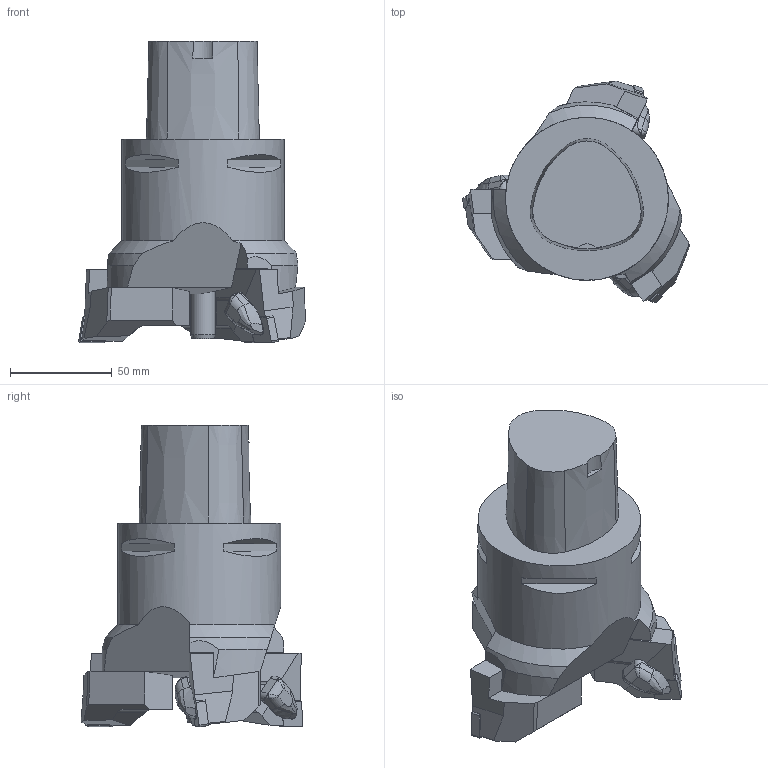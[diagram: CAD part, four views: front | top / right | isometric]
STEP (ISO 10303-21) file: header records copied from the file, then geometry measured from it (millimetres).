
FILE_DESCRIPTION(/* description */ (''),/* implementation_level */ '2;1');
FILE_NAME(/* name */ '1566377680688.stp',/* time_stamp */ '2019-08-21T10:54:47+02:00',/* author */ (''),/* organization */ ('SMS'),/* preprocessor_version */ 'ST-DEVELOPER v16.7',/* originating_system */ 'SIEMENS PLM Software NX 12.0',/* authorisation */ '');
FILE_SCHEMA (('AUTOMOTIVE_DESIGN { 1 0 10303 214 3 1 1 1 }'));
Length unit declared in the file: millimetre
Products named in the file (7): IsoTurningInsert; 202479428mod000_00; ASSEMBLY_CONSTRUCTION; 200956896mod000_01; 111173428mod000_01; 202506605mod000_00
Assembly tree (8 placements, depth 3):
  202506605mod000_00
    200956896mod000_01
    111173428mod000_01  x3
      ASSEMBLY_CONSTRUCTION
      202479428mod000_00
      IsoTurningInsert
    ASSEMBLY_CONSTRUCTION
Bounding box: 111.27 x 108.95 x 148 mm (x, y, z)
Volume: 576240.4 mm3; surface area: 65908.6 mm2
Topology: 7 solids, 7 shells, 243 faces, 674 edges, 473 vertices
Faces by surface type: plane 155, cylinder 48, bspline 27, cone 13
Full cylindrical faces by diameter (mm): 5.156 x6, 12.012 x1, 80 x1
Entity records: 4382 total; most frequent: CARTESIAN_POINT 1211, ORIENTED_EDGE 616, DIRECTION 593, EDGE_CURVE 308, AXIS2_PLACEMENT_3D 212, VERTEX_POINT 207, LINE 169, VECTOR 169
